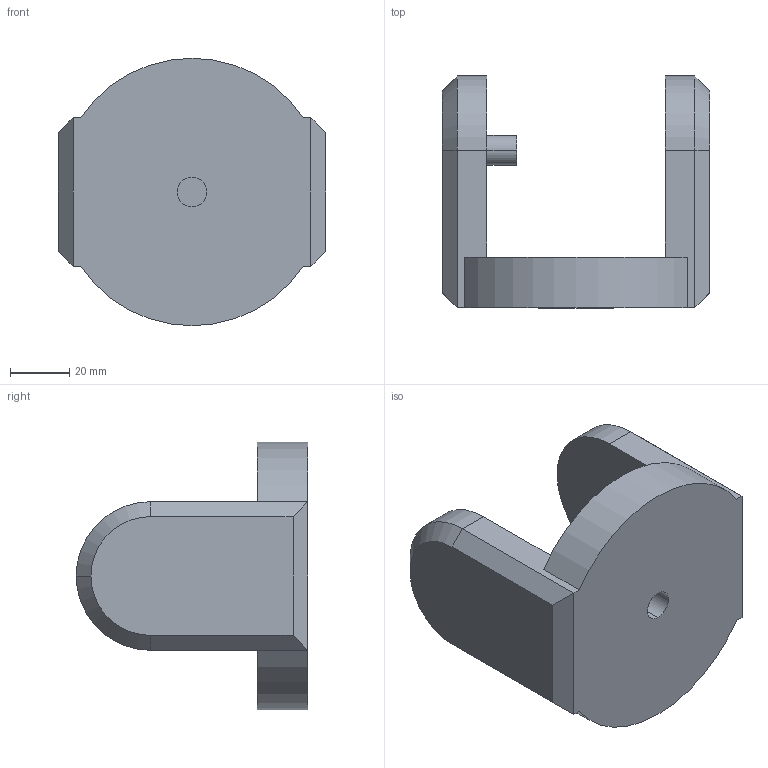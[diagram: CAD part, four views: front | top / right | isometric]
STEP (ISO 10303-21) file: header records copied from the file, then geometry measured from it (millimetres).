
FILE_DESCRIPTION (( 'STEP AP203' ), '1' );
FILE_NAME ('PLink1_Default_sldprt.STEP', '2023-10-19T05:34:47', ( '' ), ( '' ), 'SwSTEP 2.0', 'SolidWorks 2023', '' );
FILE_SCHEMA (( 'CONFIG_CONTROL_DESIGN' ));
Length unit declared in the file: millimetre
Products named in the file (1): PLink1_Default_sldprt
Bounding box: 90 x 78 x 90 mm (x, y, z)
Volume: 190177 mm3; surface area: 31754.2 mm2
Topology: 1 solids, 1 shells, 33 faces, 77 edges, 48 vertices
Faces by surface type: plane 18, cylinder 11, cone 4
Entity records: 1014 total; most frequent: DIRECTION 171, CARTESIAN_POINT 159, ORIENTED_EDGE 154, EDGE_CURVE 77, AXIS2_PLACEMENT_3D 60, LINE 51, VECTOR 51, VERTEX_POINT 48
